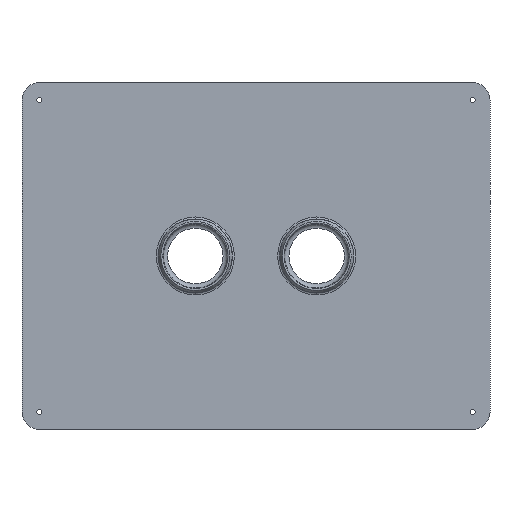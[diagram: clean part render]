
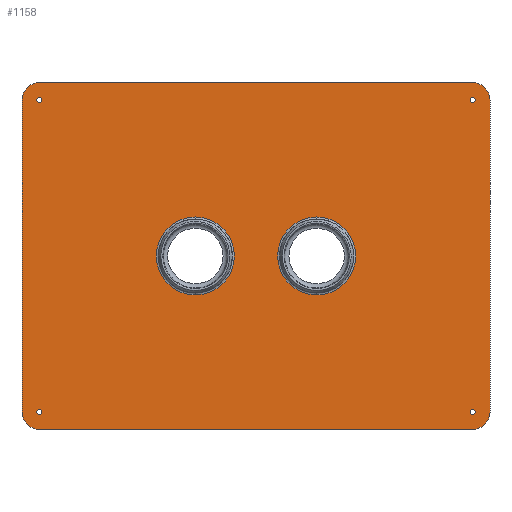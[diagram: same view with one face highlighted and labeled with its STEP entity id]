
A CAD part, front view. The second image highlights one B-rep face of the part: STEP entity #1158.
In plain terms, the highlighted planar face has unit normal (0, -1, 0).
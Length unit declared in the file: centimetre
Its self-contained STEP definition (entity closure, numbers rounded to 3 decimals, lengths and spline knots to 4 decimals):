
#47=FACE_BOUND('',#251,.T.);
#48=FACE_BOUND('',#252,.T.);
#49=FACE_BOUND('',#253,.T.);
#50=FACE_BOUND('',#254,.T.);
#51=FACE_BOUND('',#255,.T.);
#52=FACE_BOUND('',#256,.T.);
#64=PLANE('',#1345);
#170=FACE_OUTER_BOUND('',#250,.T.);
#250=EDGE_LOOP('',(#1059,#1060,#1061,#1062,#1063,#1064,#1065,#1066));
#251=EDGE_LOOP('',(#1067));
#252=EDGE_LOOP('',(#1068));
#253=EDGE_LOOP('',(#1069));
#254=EDGE_LOOP('',(#1070));
#255=EDGE_LOOP('',(#1071));
#256=EDGE_LOOP('',(#1072));
#297=LINE('',#2080,#350);
#301=LINE('',#2092,#354);
#305=LINE('',#2104,#358);
#309=LINE('',#2114,#362);
#350=VECTOR('',#1727,10.);
#354=VECTOR('',#1739,10.);
#358=VECTOR('',#1751,10.);
#362=VECTOR('',#1763,10.);
#429=CIRCLE('',#1272,45.);
#447=CIRCLE('',#1297,45.);
#461=CIRCLE('',#1317,3.);
#463=CIRCLE('',#1320,3.);
#465=CIRCLE('',#1323,3.);
#467=CIRCLE('',#1326,3.);
#470=CIRCLE('',#1330,20.);
#472=CIRCLE('',#1334,20.);
#474=CIRCLE('',#1338,20.);
#476=CIRCLE('',#1342,20.);
#532=VERTEX_POINT('',#1968);
#546=VERTEX_POINT('',#2010);
#557=VERTEX_POINT('',#2044);
#559=VERTEX_POINT('',#2050);
#561=VERTEX_POINT('',#2056);
#563=VERTEX_POINT('',#2062);
#567=VERTEX_POINT('',#2071);
#568=VERTEX_POINT('',#2073);
#570=VERTEX_POINT('',#2079);
#572=VERTEX_POINT('',#2085);
#574=VERTEX_POINT('',#2091);
#576=VERTEX_POINT('',#2097);
#578=VERTEX_POINT('',#2103);
#580=VERTEX_POINT('',#2109);
#671=EDGE_CURVE('',#532,#532,#429,.T.);
#692=EDGE_CURVE('',#546,#546,#447,.T.);
#709=EDGE_CURVE('',#557,#557,#461,.T.);
#712=EDGE_CURVE('',#559,#559,#463,.T.);
#715=EDGE_CURVE('',#561,#561,#465,.T.);
#718=EDGE_CURVE('',#563,#563,#467,.T.);
#723=EDGE_CURVE('',#568,#567,#470,.T.);
#726=EDGE_CURVE('',#570,#568,#297,.T.);
#729=EDGE_CURVE('',#572,#570,#472,.T.);
#732=EDGE_CURVE('',#574,#572,#301,.T.);
#735=EDGE_CURVE('',#576,#574,#474,.T.);
#738=EDGE_CURVE('',#578,#576,#305,.T.);
#741=EDGE_CURVE('',#580,#578,#476,.T.);
#744=EDGE_CURVE('',#567,#580,#309,.T.);
#1059=ORIENTED_EDGE('',*,*,#744,.T.);
#1060=ORIENTED_EDGE('',*,*,#741,.T.);
#1061=ORIENTED_EDGE('',*,*,#738,.T.);
#1062=ORIENTED_EDGE('',*,*,#735,.T.);
#1063=ORIENTED_EDGE('',*,*,#732,.T.);
#1064=ORIENTED_EDGE('',*,*,#729,.T.);
#1065=ORIENTED_EDGE('',*,*,#726,.T.);
#1066=ORIENTED_EDGE('',*,*,#723,.T.);
#1067=ORIENTED_EDGE('',*,*,#671,.T.);
#1068=ORIENTED_EDGE('',*,*,#692,.T.);
#1069=ORIENTED_EDGE('',*,*,#718,.T.);
#1070=ORIENTED_EDGE('',*,*,#715,.T.);
#1071=ORIENTED_EDGE('',*,*,#712,.T.);
#1072=ORIENTED_EDGE('',*,*,#709,.T.);
#1158=ADVANCED_FACE('',(#170,#47,#48,#49,#50,#51,#52),#64,.F.);
#1272=AXIS2_PLACEMENT_3D('',#1969,#1594,#1595);
#1297=AXIS2_PLACEMENT_3D('',#2011,#1647,#1648);
#1317=AXIS2_PLACEMENT_3D('',#2045,#1690,#1691);
#1320=AXIS2_PLACEMENT_3D('',#2051,#1697,#1698);
#1323=AXIS2_PLACEMENT_3D('',#2057,#1704,#1705);
#1326=AXIS2_PLACEMENT_3D('',#2063,#1711,#1712);
#1330=AXIS2_PLACEMENT_3D('',#2074,#1721,#1722);
#1334=AXIS2_PLACEMENT_3D('',#2086,#1733,#1734);
#1338=AXIS2_PLACEMENT_3D('',#2098,#1745,#1746);
#1342=AXIS2_PLACEMENT_3D('',#2110,#1757,#1758);
#1345=AXIS2_PLACEMENT_3D('',#2116,#1766,#1767);
#1594=DIRECTION('center_axis',(0.,1.,0.));
#1595=DIRECTION('ref_axis',(-1.,0.,0.));
#1647=DIRECTION('center_axis',(0.,1.,0.));
#1648=DIRECTION('ref_axis',(-1.,0.,0.));
#1690=DIRECTION('center_axis',(0.,1.,0.));
#1691=DIRECTION('ref_axis',(-1.,0.,0.));
#1697=DIRECTION('center_axis',(0.,1.,0.));
#1698=DIRECTION('ref_axis',(-1.,0.,0.));
#1704=DIRECTION('center_axis',(0.,1.,0.));
#1705=DIRECTION('ref_axis',(-1.,0.,0.));
#1711=DIRECTION('center_axis',(0.,1.,0.));
#1712=DIRECTION('ref_axis',(-1.,0.,0.));
#1721=DIRECTION('center_axis',(0.,-1.,0.));
#1722=DIRECTION('ref_axis',(0.,0.,1.));
#1727=DIRECTION('',(0.,0.,1.));
#1733=DIRECTION('center_axis',(0.,-1.,0.));
#1734=DIRECTION('ref_axis',(1.,0.,0.));
#1739=DIRECTION('',(1.,0.,0.));
#1745=DIRECTION('center_axis',(0.,-1.,0.));
#1746=DIRECTION('ref_axis',(0.,0.,-1.));
#1751=DIRECTION('',(0.,0.,-1.));
#1757=DIRECTION('center_axis',(0.,-1.,0.));
#1758=DIRECTION('ref_axis',(-1.,0.,0.));
#1763=DIRECTION('',(-1.,0.,0.));
#1766=DIRECTION('center_axis',(0.,1.,0.));
#1767=DIRECTION('ref_axis',(1.,0.,0.));
#1968=CARTESIAN_POINT('',(-115.,-0.5,0.));
#1969=CARTESIAN_POINT('Origin',(-70.,-0.5,0.));
#2010=CARTESIAN_POINT('',(115.,-0.5,0.));
#2011=CARTESIAN_POINT('Origin',(70.,-0.5,0.));
#2044=CARTESIAN_POINT('',(-247.,-0.5,180.));
#2045=CARTESIAN_POINT('Origin',(-250.,-0.5,180.));
#2050=CARTESIAN_POINT('',(253.,-0.5,180.));
#2051=CARTESIAN_POINT('Origin',(250.,-0.5,180.));
#2056=CARTESIAN_POINT('',(253.,-0.5,-180.));
#2057=CARTESIAN_POINT('Origin',(250.,-0.5,-180.));
#2062=CARTESIAN_POINT('',(-247.,-0.5,-180.));
#2063=CARTESIAN_POINT('Origin',(-250.,-0.5,-180.));
#2071=CARTESIAN_POINT('',(250.,-0.5,200.));
#2073=CARTESIAN_POINT('',(270.,-0.5,180.));
#2074=CARTESIAN_POINT('Origin',(250.,-0.5,180.));
#2079=CARTESIAN_POINT('',(270.,-0.5,-180.));
#2080=CARTESIAN_POINT('',(270.,-0.5,180.));
#2085=CARTESIAN_POINT('',(250.,-0.5,-200.));
#2086=CARTESIAN_POINT('Origin',(250.,-0.5,-180.));
#2091=CARTESIAN_POINT('',(-250.,-0.5,-200.));
#2092=CARTESIAN_POINT('',(250.,-0.5,-200.));
#2097=CARTESIAN_POINT('',(-270.,-0.5,-180.));
#2098=CARTESIAN_POINT('Origin',(-250.,-0.5,-180.));
#2103=CARTESIAN_POINT('',(-270.,-0.5,180.));
#2104=CARTESIAN_POINT('',(-270.,-0.5,-180.));
#2109=CARTESIAN_POINT('',(-250.,-0.5,200.));
#2110=CARTESIAN_POINT('Origin',(-250.,-0.5,180.));
#2114=CARTESIAN_POINT('',(-250.,-0.5,200.));
#2116=CARTESIAN_POINT('Origin',(0.,-0.5,
0.));
